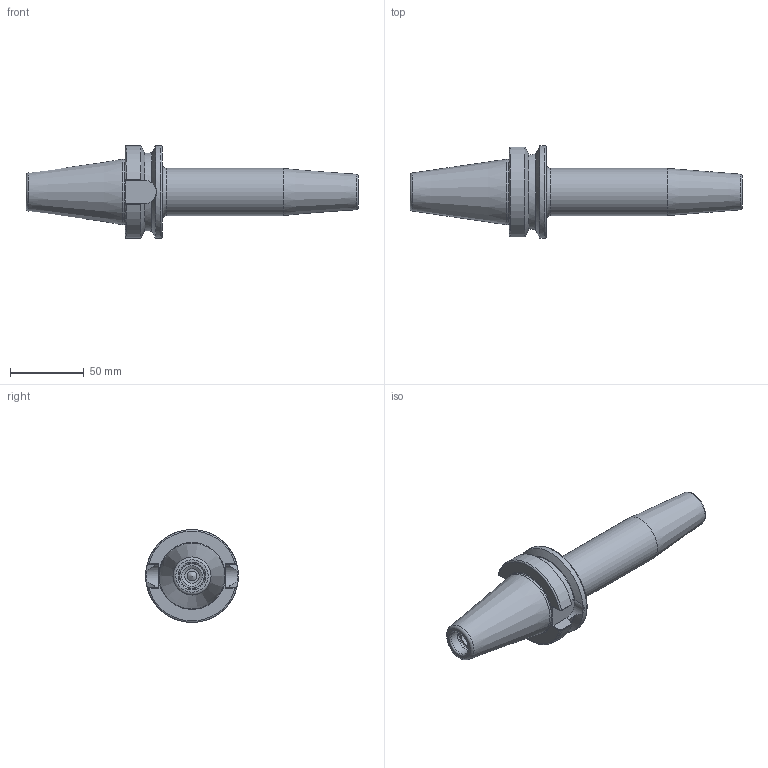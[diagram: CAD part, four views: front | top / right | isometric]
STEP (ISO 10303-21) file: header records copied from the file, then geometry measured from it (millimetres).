
FILE_DESCRIPTION(/* description */ (''),/* implementation_level */ '2;1');
FILE_NAME(/* name */ 'BT40-SD037-160.stp',/* time_stamp */ '2019-06-21T14:45:58-05:00',/* author */ ('ldfli'),/* organization */ (''),/* preprocessor_version */ 'ST-DEVELOPER v18',/* originating_system */ 'Autodesk Inventor LT',/* authorisation */ '');
FILE_SCHEMA (('AUTOMOTIVE_DESIGN { 1 0 10303 214 3 1 1 }'));
Length unit declared in the file: millimetre
Products named in the file (1): BT40-SD037-160
Bounding box: 225.4 x 63 x 63 mm (x, y, z)
Volume: 213126.6 mm3; surface area: 37648.1 mm2
Topology: 1 solids, 1 shells, 76 faces, 217 edges, 148 vertices
Faces by surface type: plane 27, cylinder 16, torus 13, cone 10, bspline 10
Full cylindrical faces by diameter (mm): 6.647 x1, 9.525 x1, 10 x1, 10.5 x1, 13.835 x1, 17 x1, 17.5 x1, 32 x1, 44.45 x1, 63 x1
Entity records: 3083 total; most frequent: CARTESIAN_POINT 1107, ORIENTED_EDGE 430, DIRECTION 386, EDGE_CURVE 215, AXIS2_PLACEMENT_3D 159, VERTEX_POINT 148, CIRCLE 92, EDGE_LOOP 83
